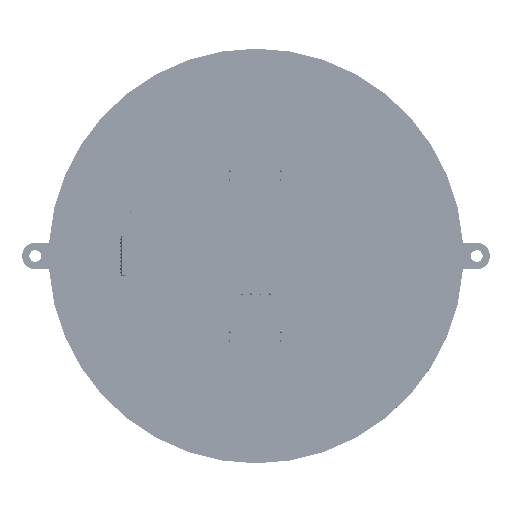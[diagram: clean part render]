
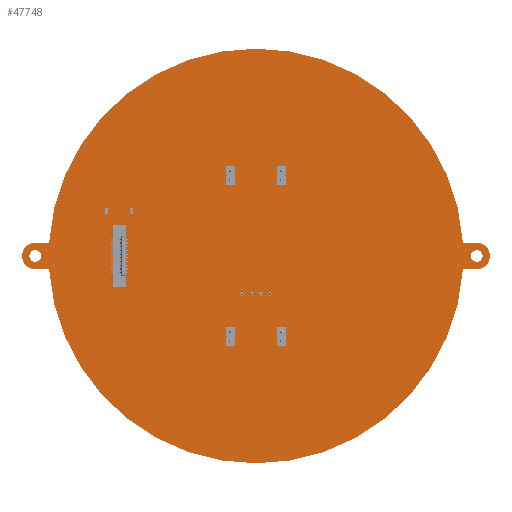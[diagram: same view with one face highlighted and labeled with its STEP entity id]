
A CAD part, top view. The second image highlights one B-rep face of the part: STEP entity #47748.
In plain terms, the highlighted planar face has unit normal (0, 0, 1).
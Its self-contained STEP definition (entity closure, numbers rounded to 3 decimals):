
#47445 = VERTEX_POINT('',#47446);
#47446 = CARTESIAN_POINT('',(-55.884,3.6,1.51));
#47452 = EDGE_CURVE('',#47445,#47453,#47455,.T.);
#47453 = VERTEX_POINT('',#47454);
#47454 = CARTESIAN_POINT('',(55.884,3.6,1.51));
#47455 = CIRCLE('',#47456,56.);
#47456 = AXIS2_PLACEMENT_3D('',#47457,#47458,#47459);
#47457 = CARTESIAN_POINT('',(0.,0.,1.51));
#47458 = DIRECTION('',(0.,0.,-1.));
#47459 = DIRECTION('',(-0.998,0.064,0.));
#47487 = VERTEX_POINT('',#47488);
#47488 = CARTESIAN_POINT('',(-59.6,3.6,1.51));
#47494 = EDGE_CURVE('',#47487,#47445,#47495,.T.);
#47495 = LINE('',#47496,#47497);
#47496 = CARTESIAN_POINT('',(-59.6,3.6,1.51));
#47497 = VECTOR('',#47498,1.);
#47498 = DIRECTION('',(1.,0.,0.));
#47516 = EDGE_CURVE('',#47453,#47517,#47519,.T.);
#47517 = VERTEX_POINT('',#47518);
#47518 = CARTESIAN_POINT('',(59.6,3.6,1.51));
#47519 = LINE('',#47520,#47521);
#47520 = CARTESIAN_POINT('',(55.884,3.6,1.51));
#47521 = VECTOR('',#47522,1.);
#47522 = DIRECTION('',(1.,0.,0.));
#47748 = ADVANCED_FACE('',(#47749,#47795,#47806,#47817,#47828,#47839,
    #47850,#47861,#47872,#47883,#47894,#47905,#47916,#47927,#47938),
  #47949,.T.);
#47749 = FACE_BOUND('',#47750,.T.);
#47750 = EDGE_LOOP('',(#47751,#47752,#47753,#47762,#47770,#47779,#47787,
    #47794));
#47751 = ORIENTED_EDGE('',*,*,#47452,.F.);
#47752 = ORIENTED_EDGE('',*,*,#47494,.F.);
#47753 = ORIENTED_EDGE('',*,*,#47754,.F.);
#47754 = EDGE_CURVE('',#47755,#47487,#47757,.T.);
#47755 = VERTEX_POINT('',#47756);
#47756 = CARTESIAN_POINT('',(-59.6,-3.6,1.51));
#47757 = CIRCLE('',#47758,3.6);
#47758 = AXIS2_PLACEMENT_3D('',#47759,#47760,#47761);
#47759 = CARTESIAN_POINT('',(-59.6,0.,1.51));
#47760 = DIRECTION('',(0.,0.,-1.));
#47761 = DIRECTION('',(0.,-1.,0.));
#47762 = ORIENTED_EDGE('',*,*,#47763,.F.);
#47763 = EDGE_CURVE('',#47764,#47755,#47766,.T.);
#47764 = VERTEX_POINT('',#47765);
#47765 = CARTESIAN_POINT('',(-55.884,-3.6,1.51));
#47766 = LINE('',#47767,#47768);
#47767 = CARTESIAN_POINT('',(-55.884,-3.6,1.51));
#47768 = VECTOR('',#47769,1.);
#47769 = DIRECTION('',(-1.,0.,0.));
#47770 = ORIENTED_EDGE('',*,*,#47771,.F.);
#47771 = EDGE_CURVE('',#47772,#47764,#47774,.T.);
#47772 = VERTEX_POINT('',#47773);
#47773 = CARTESIAN_POINT('',(55.884,-3.6,1.51));
#47774 = CIRCLE('',#47775,56.);
#47775 = AXIS2_PLACEMENT_3D('',#47776,#47777,#47778);
#47776 = CARTESIAN_POINT('',(0.,0.,
    1.51));
#47777 = DIRECTION('',(-0.,0.,-1.));
#47778 = DIRECTION('',(0.998,-0.064,-0.));
#47779 = ORIENTED_EDGE('',*,*,#47780,.F.);
#47780 = EDGE_CURVE('',#47781,#47772,#47783,.T.);
#47781 = VERTEX_POINT('',#47782);
#47782 = CARTESIAN_POINT('',(59.6,-3.6,1.51));
#47783 = LINE('',#47784,#47785);
#47784 = CARTESIAN_POINT('',(59.6,-3.6,1.51));
#47785 = VECTOR('',#47786,1.);
#47786 = DIRECTION('',(-1.,0.,0.));
#47787 = ORIENTED_EDGE('',*,*,#47788,.F.);
#47788 = EDGE_CURVE('',#47517,#47781,#47789,.T.);
#47789 = CIRCLE('',#47790,3.6);
#47790 = AXIS2_PLACEMENT_3D('',#47791,#47792,#47793);
#47791 = CARTESIAN_POINT('',(59.6,0.,1.51));
#47792 = DIRECTION('',(0.,0.,-1.));
#47793 = DIRECTION('',(0.,1.,-0.));
#47794 = ORIENTED_EDGE('',*,*,#47516,.F.);
#47795 = FACE_BOUND('',#47796,.T.);
#47796 = EDGE_LOOP('',(#47797));
#47797 = ORIENTED_EDGE('',*,*,#47798,.T.);
#47798 = EDGE_CURVE('',#47799,#47799,#47801,.T.);
#47799 = VERTEX_POINT('',#47800);
#47800 = CARTESIAN_POINT('',(-6.93,-23.505,1.51));
#47801 = CIRCLE('',#47802,0.5);
#47802 = AXIS2_PLACEMENT_3D('',#47803,#47804,#47805);
#47803 = CARTESIAN_POINT('',(-6.93,-23.005,1.51));
#47804 = DIRECTION('',(-0.,0.,-1.));
#47805 = DIRECTION('',(-0.,-1.,0.));
#47806 = FACE_BOUND('',#47807,.T.);
#47807 = EDGE_LOOP('',(#47808));
#47808 = ORIENTED_EDGE('',*,*,#47809,.T.);
#47809 = EDGE_CURVE('',#47810,#47810,#47812,.T.);
#47810 = VERTEX_POINT('',#47811);
#47811 = CARTESIAN_POINT('',(-6.93,-20.965,1.51));
#47812 = CIRCLE('',#47813,0.5);
#47813 = AXIS2_PLACEMENT_3D('',#47814,#47815,#47816);
#47814 = CARTESIAN_POINT('',(-6.93,-20.465,1.51));
#47815 = DIRECTION('',(-0.,0.,-1.));
#47816 = DIRECTION('',(-0.,-1.,0.));
#47817 = FACE_BOUND('',#47818,.T.);
#47818 = EDGE_LOOP('',(#47819));
#47819 = ORIENTED_EDGE('',*,*,#47820,.T.);
#47820 = EDGE_CURVE('',#47821,#47821,#47823,.T.);
#47821 = VERTEX_POINT('',#47822);
#47822 = CARTESIAN_POINT('',(-59.6,-1.6,1.51));
#47823 = CIRCLE('',#47824,1.6);
#47824 = AXIS2_PLACEMENT_3D('',#47825,#47826,#47827);
#47825 = CARTESIAN_POINT('',(-59.6,0.,1.51));
#47826 = DIRECTION('',(-0.,0.,-1.));
#47827 = DIRECTION('',(-0.,-1.,0.));
#47828 = FACE_BOUND('',#47829,.T.);
#47829 = EDGE_LOOP('',(#47830));
#47830 = ORIENTED_EDGE('',*,*,#47831,.T.);
#47831 = EDGE_CURVE('',#47832,#47832,#47834,.T.);
#47832 = VERTEX_POINT('',#47833);
#47833 = CARTESIAN_POINT('',(-3.8,-10.725,1.51));
#47834 = CIRCLE('',#47835,0.5);
#47835 = AXIS2_PLACEMENT_3D('',#47836,#47837,#47838);
#47836 = CARTESIAN_POINT('',(-3.8,-10.225,1.51));
#47837 = DIRECTION('',(-0.,0.,-1.));
#47838 = DIRECTION('',(-0.,-1.,0.));
#47839 = FACE_BOUND('',#47840,.T.);
#47840 = EDGE_LOOP('',(#47841));
#47841 = ORIENTED_EDGE('',*,*,#47842,.T.);
#47842 = EDGE_CURVE('',#47843,#47843,#47845,.T.);
#47843 = VERTEX_POINT('',#47844);
#47844 = CARTESIAN_POINT('',(-1.26,-10.725,1.51));
#47845 = CIRCLE('',#47846,0.5);
#47846 = AXIS2_PLACEMENT_3D('',#47847,#47848,#47849);
#47847 = CARTESIAN_POINT('',(-1.26,-10.225,1.51));
#47848 = DIRECTION('',(-0.,0.,-1.));
#47849 = DIRECTION('',(-0.,-1.,0.));
#47850 = FACE_BOUND('',#47851,.T.);
#47851 = EDGE_LOOP('',(#47852));
#47852 = ORIENTED_EDGE('',*,*,#47853,.T.);
#47853 = EDGE_CURVE('',#47854,#47854,#47856,.T.);
#47854 = VERTEX_POINT('',#47855);
#47855 = CARTESIAN_POINT('',(6.93,-23.495,1.51));
#47856 = CIRCLE('',#47857,0.5);
#47857 = AXIS2_PLACEMENT_3D('',#47858,#47859,#47860);
#47858 = CARTESIAN_POINT('',(6.93,-22.995,1.51));
#47859 = DIRECTION('',(-0.,0.,-1.));
#47860 = DIRECTION('',(-0.,-1.,0.));
#47861 = FACE_BOUND('',#47862,.T.);
#47862 = EDGE_LOOP('',(#47863));
#47863 = ORIENTED_EDGE('',*,*,#47864,.T.);
#47864 = EDGE_CURVE('',#47865,#47865,#47867,.T.);
#47865 = VERTEX_POINT('',#47866);
#47866 = CARTESIAN_POINT('',(6.93,-20.955,1.51));
#47867 = CIRCLE('',#47868,0.5);
#47868 = AXIS2_PLACEMENT_3D('',#47869,#47870,#47871);
#47869 = CARTESIAN_POINT('',(6.93,-20.455,1.51));
#47870 = DIRECTION('',(-0.,0.,-1.));
#47871 = DIRECTION('',(-0.,-1.,0.));
#47872 = FACE_BOUND('',#47873,.T.);
#47873 = EDGE_LOOP('',(#47874));
#47874 = ORIENTED_EDGE('',*,*,#47875,.T.);
#47875 = EDGE_CURVE('',#47876,#47876,#47878,.T.);
#47876 = VERTEX_POINT('',#47877);
#47877 = CARTESIAN_POINT('',(1.28,-10.725,1.51));
#47878 = CIRCLE('',#47879,0.5);
#47879 = AXIS2_PLACEMENT_3D('',#47880,#47881,#47882);
#47880 = CARTESIAN_POINT('',(1.28,-10.225,1.51));
#47881 = DIRECTION('',(-0.,0.,-1.));
#47882 = DIRECTION('',(-0.,-1.,0.));
#47883 = FACE_BOUND('',#47884,.T.);
#47884 = EDGE_LOOP('',(#47885));
#47885 = ORIENTED_EDGE('',*,*,#47886,.T.);
#47886 = EDGE_CURVE('',#47887,#47887,#47889,.T.);
#47887 = VERTEX_POINT('',#47888);
#47888 = CARTESIAN_POINT('',(3.82,-10.725,1.51));
#47889 = CIRCLE('',#47890,0.5);
#47890 = AXIS2_PLACEMENT_3D('',#47891,#47892,#47893);
#47891 = CARTESIAN_POINT('',(3.82,-10.225,1.51));
#47892 = DIRECTION('',(-0.,0.,-1.));
#47893 = DIRECTION('',(0.,-1.,0.));
#47894 = FACE_BOUND('',#47895,.T.);
#47895 = EDGE_LOOP('',(#47896));
#47896 = ORIENTED_EDGE('',*,*,#47897,.T.);
#47897 = EDGE_CURVE('',#47898,#47898,#47900,.T.);
#47898 = VERTEX_POINT('',#47899);
#47899 = CARTESIAN_POINT('',(-6.93,19.955,1.51));
#47900 = CIRCLE('',#47901,0.5);
#47901 = AXIS2_PLACEMENT_3D('',#47902,#47903,#47904);
#47902 = CARTESIAN_POINT('',(-6.93,20.455,1.51));
#47903 = DIRECTION('',(-0.,0.,-1.));
#47904 = DIRECTION('',(-0.,-1.,0.));
#47905 = FACE_BOUND('',#47906,.T.);
#47906 = EDGE_LOOP('',(#47907));
#47907 = ORIENTED_EDGE('',*,*,#47908,.T.);
#47908 = EDGE_CURVE('',#47909,#47909,#47911,.T.);
#47909 = VERTEX_POINT('',#47910);
#47910 = CARTESIAN_POINT('',(-6.93,22.495,1.51));
#47911 = CIRCLE('',#47912,0.5);
#47912 = AXIS2_PLACEMENT_3D('',#47913,#47914,#47915);
#47913 = CARTESIAN_POINT('',(-6.93,22.995,1.51));
#47914 = DIRECTION('',(-0.,0.,-1.));
#47915 = DIRECTION('',(-0.,-1.,0.));
#47916 = FACE_BOUND('',#47917,.T.);
#47917 = EDGE_LOOP('',(#47918));
#47918 = ORIENTED_EDGE('',*,*,#47919,.T.);
#47919 = EDGE_CURVE('',#47920,#47920,#47922,.T.);
#47920 = VERTEX_POINT('',#47921);
#47921 = CARTESIAN_POINT('',(59.6,-1.6,1.51));
#47922 = CIRCLE('',#47923,1.6);
#47923 = AXIS2_PLACEMENT_3D('',#47924,#47925,#47926);
#47924 = CARTESIAN_POINT('',(59.6,0.,1.51));
#47925 = DIRECTION('',(-0.,0.,-1.));
#47926 = DIRECTION('',(-0.,-1.,0.));
#47927 = FACE_BOUND('',#47928,.T.);
#47928 = EDGE_LOOP('',(#47929));
#47929 = ORIENTED_EDGE('',*,*,#47930,.T.);
#47930 = EDGE_CURVE('',#47931,#47931,#47933,.T.);
#47931 = VERTEX_POINT('',#47932);
#47932 = CARTESIAN_POINT('',(6.93,19.965,1.51));
#47933 = CIRCLE('',#47934,0.5);
#47934 = AXIS2_PLACEMENT_3D('',#47935,#47936,#47937);
#47935 = CARTESIAN_POINT('',(6.93,20.465,1.51));
#47936 = DIRECTION('',(-0.,0.,-1.));
#47937 = DIRECTION('',(-0.,-1.,0.));
#47938 = FACE_BOUND('',#47939,.T.);
#47939 = EDGE_LOOP('',(#47940));
#47940 = ORIENTED_EDGE('',*,*,#47941,.T.);
#47941 = EDGE_CURVE('',#47942,#47942,#47944,.T.);
#47942 = VERTEX_POINT('',#47943);
#47943 = CARTESIAN_POINT('',(6.93,22.505,1.51));
#47944 = CIRCLE('',#47945,0.5);
#47945 = AXIS2_PLACEMENT_3D('',#47946,#47947,#47948);
#47946 = CARTESIAN_POINT('',(6.93,23.005,1.51));
#47947 = DIRECTION('',(-0.,0.,-1.));
#47948 = DIRECTION('',(-0.,-1.,0.));
#47949 = PLANE('',#47950);
#47950 = AXIS2_PLACEMENT_3D('',#47951,#47952,#47953);
#47951 = CARTESIAN_POINT('',(0.,0.,1.51));
#47952 = DIRECTION('',(0.,0.,1.));
#47953 = DIRECTION('',(1.,0.,-0.));
